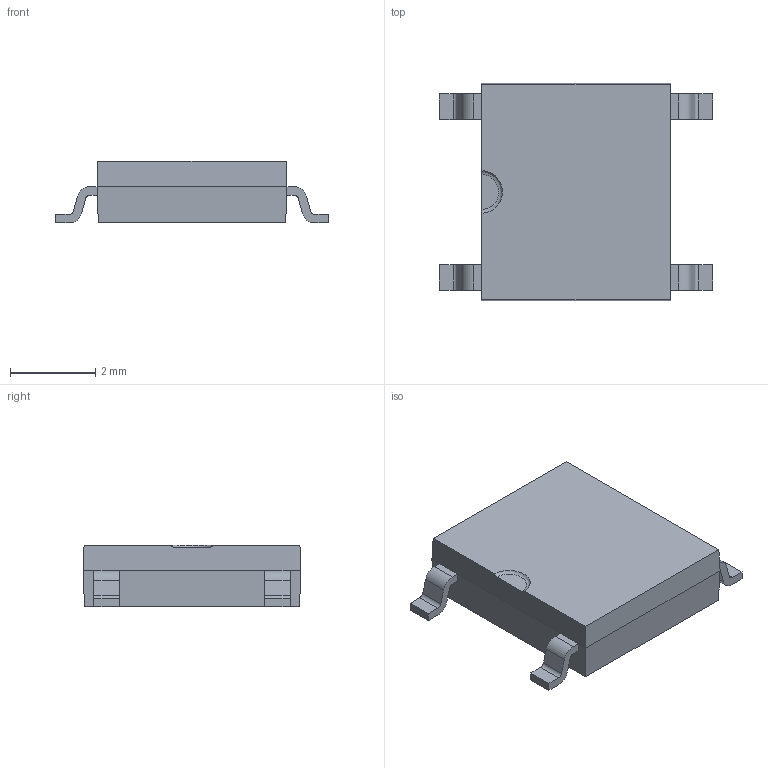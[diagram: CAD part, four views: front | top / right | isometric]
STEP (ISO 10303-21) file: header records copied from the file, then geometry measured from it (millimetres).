
FILE_DESCRIPTION (( 'STEP AP214' ), '1' );
FILE_NAME ('3C7EFA72-ED84-4CFC-8B4B-18D3C08A92E5.STEP', '2023-11-15T14:20:23', ( '' ), ( '' ), 'SwSTEP 2.0', 'SolidWorks 2022', '' );
FILE_SCHEMA (( 'AUTOMOTIVE_DESIGN' ));
Length unit declared in the file: millimetre
Products named in the file (1): 3C7EFA72-ED84-4CFC-8B4B-18D3C08A92E5
Bounding box: 6.4 x 5.1 x 1.45 mm (x, y, z)
Volume: 33.2 mm3; surface area: 80.8 mm2
Topology: 1 solids, 1 shells, 64 faces, 174 edges, 112 vertices
Faces by surface type: plane 47, cylinder 16, bspline 1
Entity records: 2211 total; most frequent: CARTESIAN_POINT 411, ORIENTED_EDGE 348, DIRECTION 332, EDGE_CURVE 174, VECTOR 138, LINE 138, VERTEX_POINT 112, AXIS2_PLACEMENT_3D 97
